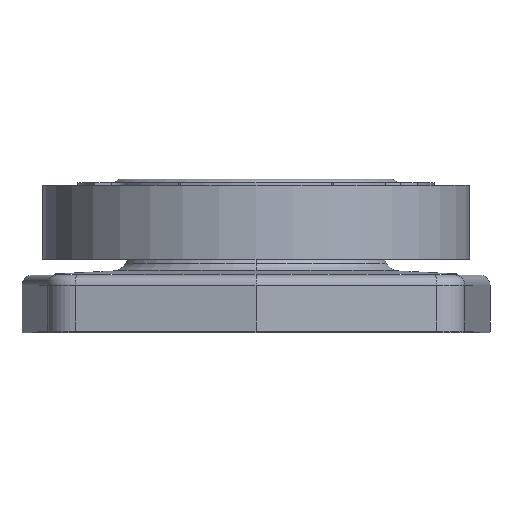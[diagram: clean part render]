
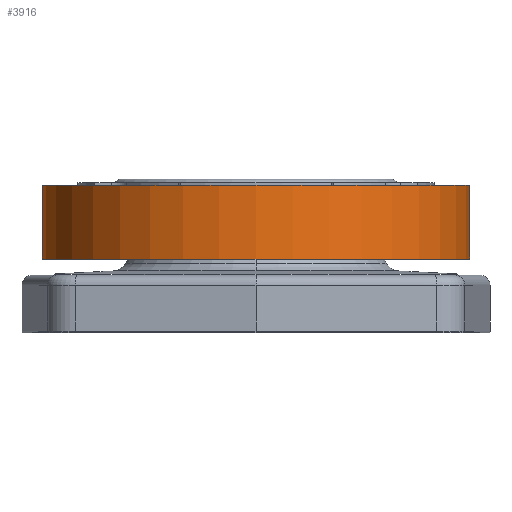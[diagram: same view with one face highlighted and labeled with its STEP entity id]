
A CAD part, front view. The second image highlights one B-rep face of the part: STEP entity #3916.
In plain terms, the highlighted cylindrical face has radius 66.675 mm (diameter 133.35 mm), a partial arc.
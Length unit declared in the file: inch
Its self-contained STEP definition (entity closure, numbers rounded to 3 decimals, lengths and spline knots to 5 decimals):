
#3350=CARTESIAN_POINT('',(0.,0.,1.0115));
#3351=DIRECTION('',(0.,0.,-1.));
#3352=DIRECTION('',(1.,-0.012,0.));
#3353=AXIS2_PLACEMENT_3D('',#3350,#3351,#3352);
#3355=DIRECTION('',(0.,0.,-1.));
#3356=VECTOR('',#3355,0.905);
#3357=CARTESIAN_POINT('',(-2.62482,-0.031,1.9165));
#3358=LINE('',#3357,#3356);
#3359=CARTESIAN_POINT('',(0.,0.,1.9165));
#3360=DIRECTION('',(0.,0.,1.));
#3361=DIRECTION('',(-1.,-0.012,0.));
#3362=AXIS2_PLACEMENT_3D('',#3359,#3360,#3361);
#3364=DIRECTION('',(0.,0.,-1.));
#3365=VECTOR('',#3364,0.905);
#3366=CARTESIAN_POINT('',(2.62482,-0.031,1.9165));
#3367=LINE('',#3366,#3365);
#3467=CARTESIAN_POINT('',(2.62482,-0.031,1.9165));
#3469=VERTEX_POINT('',#3467);
#3472=CARTESIAN_POINT('',(-2.62482,-0.031,1.9165));
#3474=VERTEX_POINT('',#3472);
#3483=CARTESIAN_POINT('',(2.62482,-0.031,1.0115));
#3484=VERTEX_POINT('',#3483);
#3490=CARTESIAN_POINT('',(-2.62482,-0.031,1.0115));
#3492=VERTEX_POINT('',#3490);
#3905=CARTESIAN_POINT('',(0.,0.,3.20626));
#3906=DIRECTION('',(0.,0.,-1.));
#3907=DIRECTION('',(0.,-1.,0.));
#3908=AXIS2_PLACEMENT_3D('',#3905,#3906,#3907);
#3909=CYLINDRICAL_SURFACE('',#3908,2.625);
#3910=ORIENTED_EDGE('',*,*,#3752,.T.);
#3911=ORIENTED_EDGE('',*,*,#3818,.F.);
#3912=ORIENTED_EDGE('',*,*,#3618,.T.);
#3913=ORIENTED_EDGE('',*,*,#3807,.T.);
#3914=EDGE_LOOP('',(#3910,#3911,#3912,#3913));
#3915=FACE_OUTER_BOUND('',#3914,.F.);
#3916=ADVANCED_FACE('',(#3915),#3909,.T.);
#3354=CIRCLE('',#3353,2.625);
#3363=CIRCLE('',#3362,2.625);
#3618=EDGE_CURVE('',#3474,#3469,#3363,.T.);
#3752=EDGE_CURVE('',#3484,#3492,#3354,.T.);
#3807=EDGE_CURVE('',#3469,#3484,#3367,.T.);
#3818=EDGE_CURVE('',#3474,#3492,#3358,.T.);
